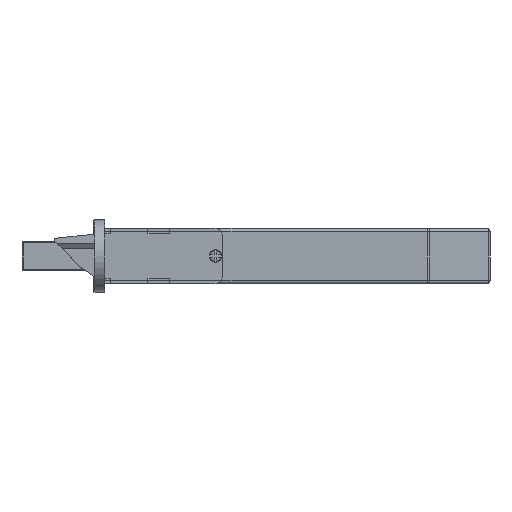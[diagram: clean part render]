
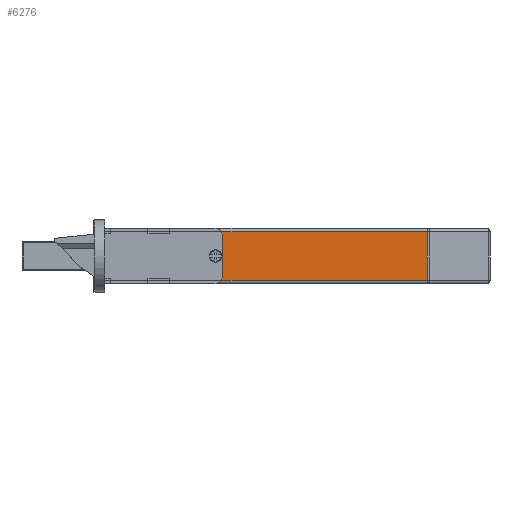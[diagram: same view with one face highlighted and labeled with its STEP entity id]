
A CAD part, front view. The second image highlights one B-rep face of the part: STEP entity #6276.
In plain terms, the highlighted planar face has unit normal (0, -1, 0).
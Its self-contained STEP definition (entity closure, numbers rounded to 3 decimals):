
#144 = AXIS2_PLACEMENT_3D ( 'NONE', #7743, #3475, #6684 ) ;
#285 = AXIS2_PLACEMENT_3D ( 'NONE', #2908, #3766, #3924 ) ;
#572 = CARTESIAN_POINT ( 'NONE',  ( 103.586, -14.7, -0.75 ) ) ;
#594 = DIRECTION ( 'NONE',  ( -1., 0., 0. ) ) ;
#874 = ORIENTED_EDGE ( 'NONE', *, *, #1608, .F. ) ;
#1008 = ORIENTED_EDGE ( 'NONE', *, *, #3558, .T. ) ;
#1511 = VERTEX_POINT ( 'NONE', #7490 ) ;
#1608 = EDGE_CURVE ( 'NONE', #3219, #1511, #7363, .T. ) ;
#1865 = DIRECTION ( 'NONE',  ( 0., 0., -1. ) ) ;
#2426 = LINE ( 'NONE', #7965, #5821 ) ;
#2581 = VECTOR ( 'NONE', #594, 1000. ) ;
#2746 = CARTESIAN_POINT ( 'NONE',  ( 14., -14.7, 12.75 ) ) ;
#2849 = EDGE_LOOP ( 'NONE', ( #6352, #1008, #5131, #3470 ) ) ;
#2908 = CARTESIAN_POINT ( 'NONE',  ( 14., -14.7, -1.75 ) ) ;
#3199 = DIRECTION ( 'NONE',  ( 0., 0., 1. ) ) ;
#3219 = VERTEX_POINT ( 'NONE', #7708 ) ;
#3222 = CARTESIAN_POINT ( 'NONE',  ( 14., -14.7, 12.75 ) ) ;
#3247 = CARTESIAN_POINT ( 'NONE',  ( 103.586, -14.7, -1.75 ) ) ;
#3277 = LINE ( 'NONE', #4965, #3767 ) ;
#3320 = CARTESIAN_POINT ( 'NONE',  ( 103.586, -14.7, 12.75 ) ) ;
#3345 = EDGE_CURVE ( 'NONE', #8715, #3668, #7228, .T. ) ;
#3470 = ORIENTED_EDGE ( 'NONE', *, *, #3345, .T. ) ;
#3475 = DIRECTION ( 'NONE',  ( 0., -1., 0. ) ) ;
#3558 = EDGE_CURVE ( 'NONE', #7626, #7267, #3277, .T. ) ;
#3668 = VERTEX_POINT ( 'NONE', #2746 ) ;
#3766 = DIRECTION ( 'NONE',  ( 0., -1., 0. ) ) ;
#3767 = VECTOR ( 'NONE', #5749, 1000. ) ;
#3924 = DIRECTION ( 'NONE',  ( 1., 0., 0. ) ) ;
#4337 = ORIENTED_EDGE ( 'NONE', *, *, #8512, .F. ) ;
#4965 = CARTESIAN_POINT ( 'NONE',  ( 104., -14.7, -0.75 ) ) ;
#5114 = EDGE_CURVE ( 'NONE', #7626, #3668, #2426, .T. ) ;
#5131 = ORIENTED_EDGE ( 'NONE', *, *, #10377, .T. ) ;
#5493 = FACE_OUTER_BOUND ( 'NONE', #2849, .T. ) ;
#5749 = DIRECTION ( 'NONE',  ( 1., 0., 0. ) ) ;
#5821 = VECTOR ( 'NONE', #6372, 1000. ) ;
#6069 = EDGE_LOOP ( 'NONE', ( #874, #4337 ) ) ;
#6116 = CARTESIAN_POINT ( 'NONE',  ( 44.75, -14.7, 6. ) ) ;
#6276 = ADVANCED_FACE ( 'NONE', ( #10314, #5493 ), #7767, .T. ) ;
#6352 = ORIENTED_EDGE ( 'NONE', *, *, #5114, .F. ) ;
#6372 = DIRECTION ( 'NONE',  ( 0., 0., 1. ) ) ;
#6684 = DIRECTION ( 'NONE',  ( 0., 0., -1. ) ) ;
#7145 = LINE ( 'NONE', #3247, #7391 ) ;
#7228 = LINE ( 'NONE', #3222, #2581 ) ;
#7232 = CARTESIAN_POINT ( 'NONE',  ( 14., -14.7, -0.75 ) ) ;
#7267 = VERTEX_POINT ( 'NONE', #572 ) ;
#7363 = CIRCLE ( 'NONE', #8905, 1.75 ) ;
#7391 = VECTOR ( 'NONE', #3199, 1000. ) ;
#7490 = CARTESIAN_POINT ( 'NONE',  ( 44.75, -14.7, 7.75 ) ) ;
#7600 = DIRECTION ( 'NONE',  ( 0., -1., 0. ) ) ;
#7626 = VERTEX_POINT ( 'NONE', #7232 ) ;
#7708 = CARTESIAN_POINT ( 'NONE',  ( 44.75, -14.7, 4.25 ) ) ;
#7743 = CARTESIAN_POINT ( 'NONE',  ( 44.75, -14.7, 6. ) ) ;
#7767 = PLANE ( 'NONE',  #285 ) ;
#7896 = CIRCLE ( 'NONE', #144, 1.75 ) ;
#7965 = CARTESIAN_POINT ( 'NONE',  ( 14., -14.7, -1.75 ) ) ;
#8512 = EDGE_CURVE ( 'NONE', #1511, #3219, #7896, .T. ) ;
#8715 = VERTEX_POINT ( 'NONE', #3320 ) ;
#8905 = AXIS2_PLACEMENT_3D ( 'NONE', #6116, #7600, #1865 ) ;
#10314 = FACE_BOUND ( 'NONE', #6069, .T. ) ;
#10377 = EDGE_CURVE ( 'NONE', #7267, #8715, #7145, .T. ) ;
